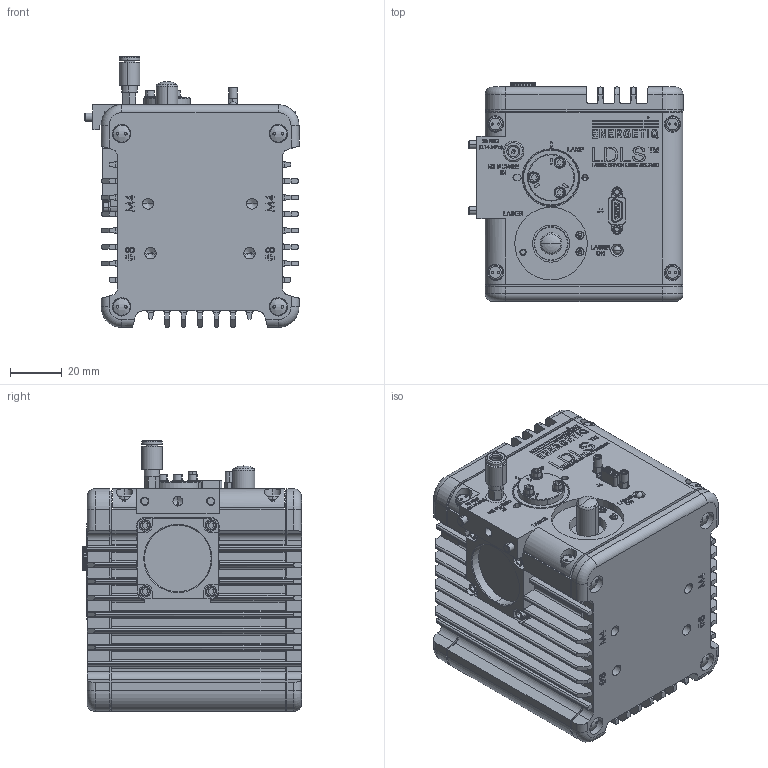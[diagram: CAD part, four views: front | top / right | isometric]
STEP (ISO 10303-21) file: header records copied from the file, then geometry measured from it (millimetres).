
FILE_DESCRIPTION (( 'STEP AP203' ), '1' );
FILE_NAME ('Web Model 17595_17595.step', '2021-06-18T18:50:43', ( '' ), ( '' ), 'SwSTEP 2.0', 'SolidWorks 2018', '' );
FILE_SCHEMA (( 'CONFIG_CONTROL_DESIGN' ));
Products named in the file (1): Web Model 17595_17595
Bounding box: 82.42 x 84.35 x 104.3 mm (x, y, z)
Volume: 197905.2 mm3; surface area: 120152.9 mm2
Topology: 73 solids, 73 shells, 5923 faces, 15315 edges, 9955 vertices
Faces by surface type: plane 3428, cylinder 1093, bspline 920, cone 428, torus 38, sphere 16
Entity records: 240303 total; most frequent: CARTESIAN_POINT 101891, ORIENTED_EDGE 30486, DIRECTION 24950, EDGE_CURVE 15243, VECTOR 10324, LINE 10324, VERTEX_POINT 9947, AXIS2_PLACEMENT_3D 7313
